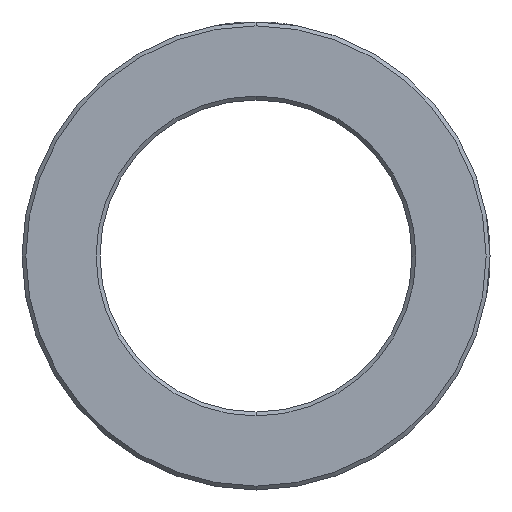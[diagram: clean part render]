
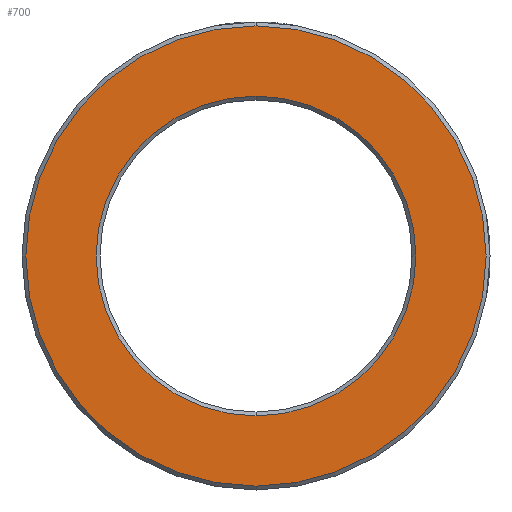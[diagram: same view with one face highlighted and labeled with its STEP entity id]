
A CAD part, front view. The second image highlights one B-rep face of the part: STEP entity #700.
In plain terms, the highlighted planar face has unit normal (0, -1, 0).
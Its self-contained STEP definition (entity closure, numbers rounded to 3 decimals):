
#28 = DIRECTION ( 'NONE',  ( 0., 1., 0. ) ) ;
#43 = EDGE_LOOP ( 'NONE', ( #882, #661 ) ) ;
#87 = DIRECTION ( 'NONE',  ( 0., 0., 1. ) ) ;
#94 = EDGE_CURVE ( 'NONE', #446, #608, #103, .T. ) ;
#103 = CIRCLE ( 'NONE', #165, 10.25 ) ;
#126 = FACE_BOUND ( 'NONE', #43, .T. ) ;
#132 = DIRECTION ( 'NONE',  ( 0., 0., 1. ) ) ;
#165 = AXIS2_PLACEMENT_3D ( 'NONE', #684, #379, #825 ) ;
#166 = CIRCLE ( 'NONE', #468, 14.75 ) ;
#192 = PLANE ( 'NONE',  #765 ) ;
#225 = CARTESIAN_POINT ( 'NONE',  ( 0., 0., 14.75 ) ) ;
#259 = DIRECTION ( 'NONE',  ( 0., 0., 1. ) ) ;
#275 = CARTESIAN_POINT ( 'NONE',  ( 0., 0., 10.25 ) ) ;
#278 = DIRECTION ( 'NONE',  ( 0., -1., 0. ) ) ;
#285 = ORIENTED_EDGE ( 'NONE', *, *, #756, .T. ) ;
#323 = CARTESIAN_POINT ( 'NONE',  ( 0., 0., 0. ) ) ;
#347 = CARTESIAN_POINT ( 'NONE',  ( 0., 0., 0. ) ) ;
#354 = VERTEX_POINT ( 'NONE', #837 ) ;
#358 = AXIS2_PLACEMENT_3D ( 'NONE', #323, #28, #87 ) ;
#370 = DIRECTION ( 'NONE',  ( 0., 0., 1. ) ) ;
#379 = DIRECTION ( 'NONE',  ( 0., 1., 0. ) ) ;
#401 = VERTEX_POINT ( 'NONE', #225 ) ;
#405 = CIRCLE ( 'NONE', #358, 10.25 ) ;
#446 = VERTEX_POINT ( 'NONE', #648 ) ;
#468 = AXIS2_PLACEMENT_3D ( 'NONE', #591, #967, #370 ) ;
#469 = EDGE_CURVE ( 'NONE', #401, #354, #166, .T. ) ;
#498 = DIRECTION ( 'NONE',  ( 0., 1., 0. ) ) ;
#584 = FACE_OUTER_BOUND ( 'NONE', #590, .T. ) ;
#590 = EDGE_LOOP ( 'NONE', ( #969, #285 ) ) ;
#591 = CARTESIAN_POINT ( 'NONE',  ( 0., 0., 0. ) ) ;
#592 = CARTESIAN_POINT ( 'NONE',  ( 0., 0., 0. ) ) ;
#608 = VERTEX_POINT ( 'NONE', #275 ) ;
#648 = CARTESIAN_POINT ( 'NONE',  ( 0., 0., -10.25 ) ) ;
#661 = ORIENTED_EDGE ( 'NONE', *, *, #817, .T. ) ;
#681 = CIRCLE ( 'NONE', #879, 14.75 ) ;
#684 = CARTESIAN_POINT ( 'NONE',  ( 0., 0., 0. ) ) ;
#700 = ADVANCED_FACE ( 'NONE', ( #126, #584 ), #192, .F. ) ;
#756 = EDGE_CURVE ( 'NONE', #354, #401, #681, .T. ) ;
#765 = AXIS2_PLACEMENT_3D ( 'NONE', #592, #498, #259 ) ;
#817 = EDGE_CURVE ( 'NONE', #608, #446, #405, .T. ) ;
#825 = DIRECTION ( 'NONE',  ( 0., 0., 1. ) ) ;
#837 = CARTESIAN_POINT ( 'NONE',  ( 0., 0., -14.75 ) ) ;
#879 = AXIS2_PLACEMENT_3D ( 'NONE', #347, #278, #132 ) ;
#882 = ORIENTED_EDGE ( 'NONE', *, *, #94, .T. ) ;
#967 = DIRECTION ( 'NONE',  ( 0., -1., 0. ) ) ;
#969 = ORIENTED_EDGE ( 'NONE', *, *, #469, .T. ) ;
